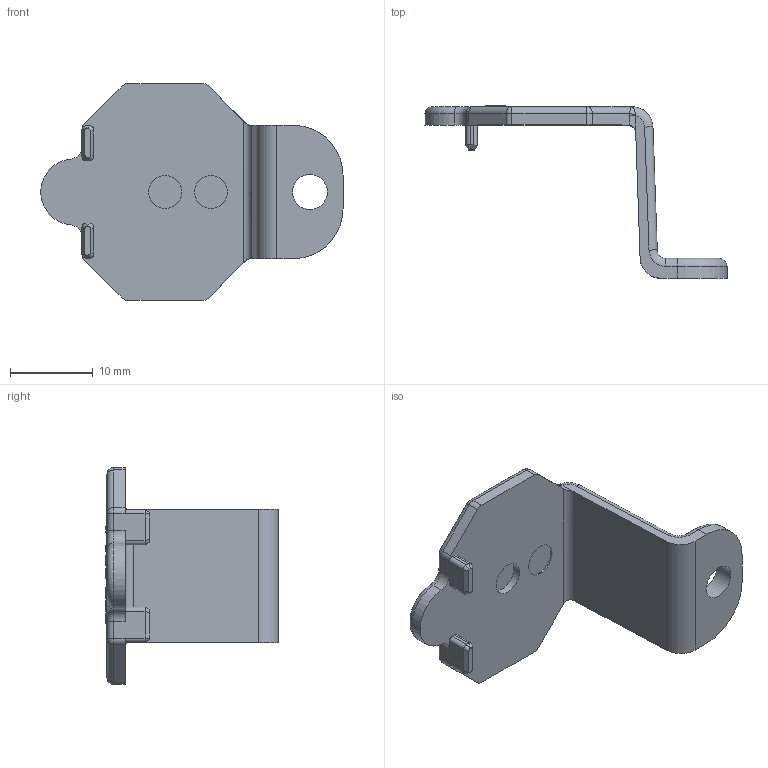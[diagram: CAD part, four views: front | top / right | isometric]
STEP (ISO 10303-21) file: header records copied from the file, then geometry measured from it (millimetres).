
FILE_DESCRIPTION(/* description */ ('Unknown'),/* implementation_level */ '2;1');
FILE_NAME(/* name */ '7427711',/* time_stamp */ '2025-02-06T13:09:28+08:00',/* author */ ('Unknown'),/* organization */ ('Unknown'),/* preprocessor_version */ 'ST-DEVELOPER v19.4',/* originating_system */ 'Solid Edge',/* authorisation */ 'Unknown');
FILE_SCHEMA (('AUTOMOTIVE_DESIGN {1 0 10303 214 3 1 1}'));
Length unit declared in the file: millimetre
Products named in the file (1): 7427711_Rev1_Ind01
Bounding box: 36.48 x 20.85 x 26.2 mm (x, y, z)
Volume: 2016.2 mm3; surface area: 2256.9 mm2
Topology: 1 solids, 1 shells, 276 faces, 719 edges, 468 vertices
Faces by surface type: plane 152, bspline 54, cylinder 53, torus 15, cone 2
Full cylindrical faces by diameter (mm): 4 x2, 4.2 x1
Entity records: 9534 total; most frequent: CARTESIAN_POINT 3216, ORIENTED_EDGE 1432, DIRECTION 1070, EDGE_CURVE 716, VERTEX_POINT 468, LINE 378, VECTOR 378, AXIS2_PLACEMENT_3D 346
